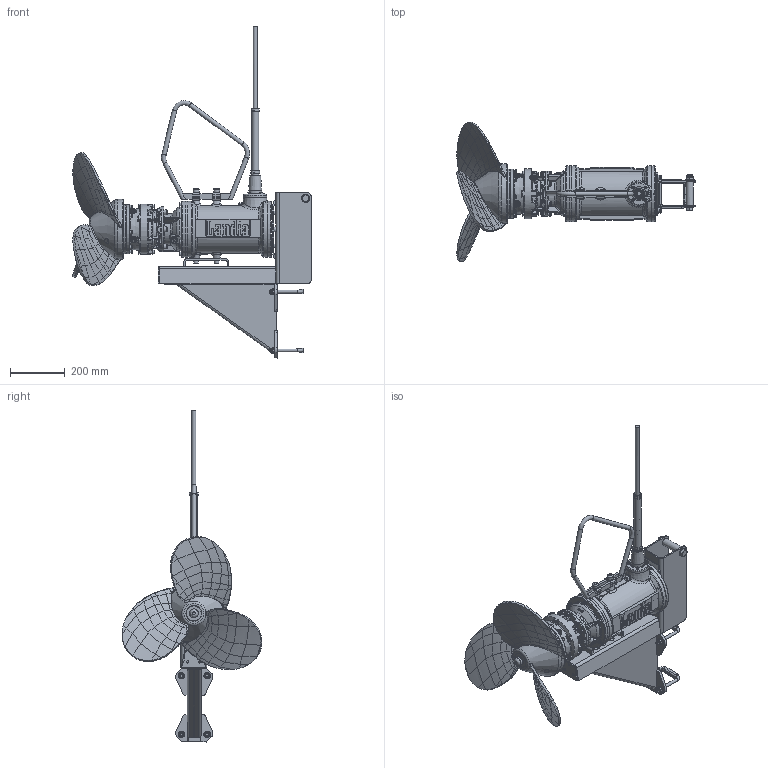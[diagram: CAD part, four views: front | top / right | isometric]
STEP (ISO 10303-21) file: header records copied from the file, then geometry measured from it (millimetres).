
FILE_DESCRIPTION(/* description */ ('POP-I ms.100'),/* implementation_level */ '2;1');
FILE_NAME(/* name */ 'POP-I-4,0kW-300rpm.stp',/* time_stamp */ '2016-06-22T10:37:34+02:00',/* author */ ('mgu'),/* organization */ (''),/* preprocessor_version */ 'ST-DEVELOPER v15.2',/* originating_system */ 'Autodesk Inventor 2014',/* authorisation */ '');
FILE_SCHEMA (('AUTOMOTIVE_DESIGN { 1 0 10303 214 3 1 1 }'));
Products named in the file (1): POP-I-4,0kW-300rpm
Bounding box: 870.77 x 511.63 x 1213.63 mm (x, y, z)
Volume: 19720452.7 mm3; surface area: 2051754.1 mm2
Topology: 6 solids, 6 shells, 5387 faces, 14546 edges, 9173 vertices
Faces by surface type: plane 2955, bspline 1114, cylinder 866, cone 192, torus 186, sphere 74
Full cylindrical faces by diameter (mm): 1.75 x1, 3.242 x1, 4 x1, 6.647 x6, 8.2 x2, 8.376 x6, 9 x6, 9.188 x2, 10 x10, 10.106 x1, 10.5 x2, 10.8 x8, 11 x4, 13 x25, 14 x4, 15 x6, 15.5 x3, 16 x18, 17 x4, 17.4 x5, 17.8 x1, 18 x9, 18.6 x1, 19 x1, 19.05 x2, 20 x7, 21 x3, 21.6 x1, 21.75 x2, 22.5 x1
Entity records: 441429 total; most frequent: CARTESIAN_POINT 316593, ORIENTED_EDGE 27914, DIRECTION 22150, EDGE_CURVE 13944, VERTEX_POINT 9027, LINE 8402, VECTOR 8402, AXIS2_PLACEMENT_3D 6874
